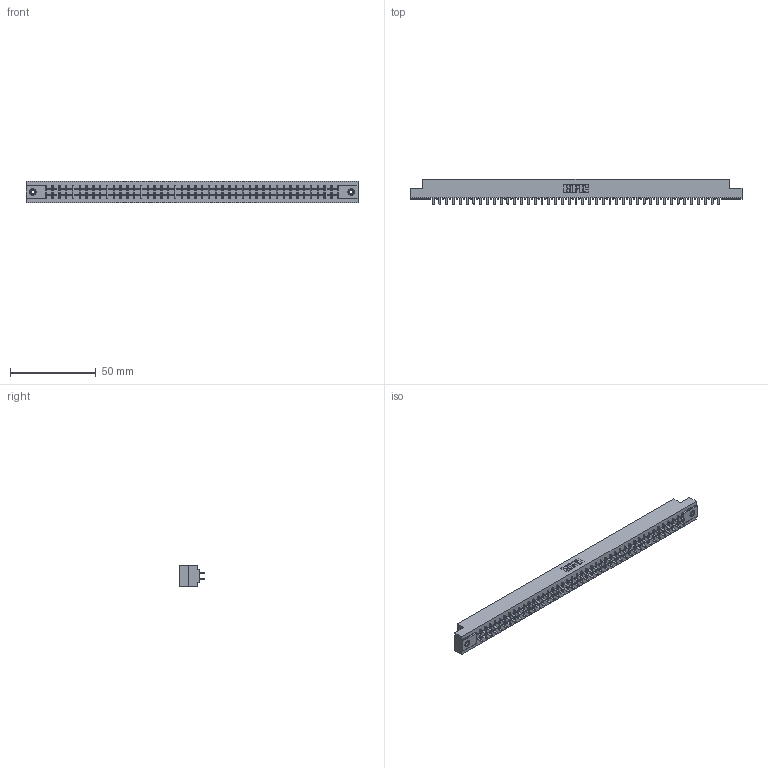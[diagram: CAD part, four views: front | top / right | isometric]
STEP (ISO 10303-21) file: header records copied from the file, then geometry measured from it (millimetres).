
FILE_DESCRIPTION (( 'STEP AP203' ), '1' );
FILE_NAME ('315-086-521-208.STEP', '2019-09-11T00:18:53', ( '' ), ( '' ), 'SwSTEP 2.0', 'SolidWorks 2016', '' );
FILE_SCHEMA (( 'CONFIG_CONTROL_DESIGN' ));
Length unit declared in the file: inch
Products named in the file (4): 305-290-001_521; 315-086-521-208; 345-250-001_345-250-003-102; 305 Part_.156 Dia
Assembly tree (89 placements, depth 2):
  315-086-521-208
    305 Part_.156 Dia
    305-290-001_521  x86
    345-250-001_345-250-003-102  x2
Bounding box: 193.4 x 14.86 x 12.7 mm (x, y, z)
Volume: 20096.5 mm3; surface area: 25200.6 mm2
Topology: 89 solids, 89 shells, 4132 faces, 11761 edges, 7602 vertices
Faces by surface type: plane 2422, cylinder 1522, sphere 172, cone 12, torus 4
Entity records: 47501 total; most frequent: CARTESIAN_POINT 7842, ORIENTED_EDGE 7778, DIRECTION 7595, EDGE_CURVE 3889, VECTOR 3145, LINE 3145, VERTEX_POINT 2472, AXIS2_PLACEMENT_3D 2225
